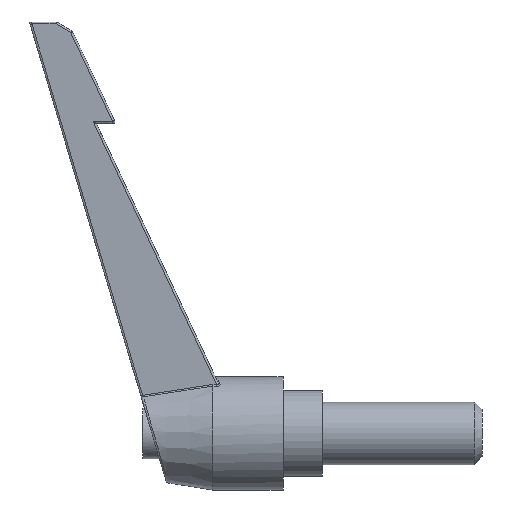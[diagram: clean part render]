
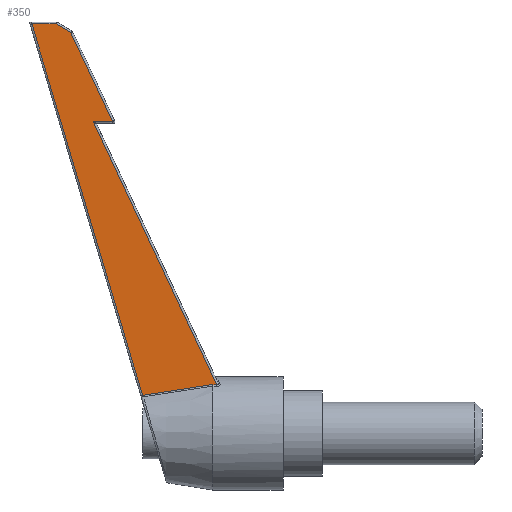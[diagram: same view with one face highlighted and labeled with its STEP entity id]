
A CAD part, left-side view. The second image highlights one B-rep face of the part: STEP entity #350.
In plain terms, the highlighted planar face has unit normal (-0.999, 0.052, -0.011).
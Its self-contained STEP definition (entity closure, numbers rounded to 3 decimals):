
#15 = ORIENTED_EDGE ( 'NONE', *, *, #2341, .T. ) ;
#39 = B_SPLINE_CURVE_WITH_KNOTS ( 'NONE', 3,
 ( #2840, #1605, #3733, #4928 ),
 .UNSPECIFIED., .F., .F.,
 ( 4, 4 ),
 ( 0., 1. ),
 .UNSPECIFIED. ) ;
#114 = CARTESIAN_POINT ( 'NONE',  ( -6.389, 64.355, 104.909 ) ) ;
#147 = CARTESIAN_POINT ( 'NONE',  ( -6.831, 55.602, 103.366 ) ) ;
#203 = CARTESIAN_POINT ( 'NONE',  ( -6.889, 54.321, 102.594 ) ) ;
#301 = CARTESIAN_POINT ( 'NONE',  ( -6.779, 35.984, 9.75 ) ) ;
#350 = ADVANCED_FACE ( 'NONE', ( #3809 ), #4701, .T. ) ;
#460 = CARTESIAN_POINT ( 'NONE',  ( -7.186, 43.67, 79.909 ) ) ;
#490 = ORIENTED_EDGE ( 'NONE', *, *, #4956, .T. ) ;
#493 = B_SPLINE_CURVE_WITH_KNOTS ( 'NONE', 3,
 ( #3259, #4915, #2096, #3318 ),
 .UNSPECIFIED., .F., .F.,
 ( 4, 4 ),
 ( 0., 1. ),
 .UNSPECIFIED. ) ;
#522 = ORIENTED_EDGE ( 'NONE', *, *, #3967, .T. ) ;
#528 = CARTESIAN_POINT ( 'NONE',  ( -6.714, 58.165, 104.909 ) ) ;
#584 = CARTESIAN_POINT ( 'NONE',  ( -7.998, 10.652, 0.172 ) ) ;
#606 = CARTESIAN_POINT ( 'NONE',  ( -6.779, 35.984, 9.75 ) ) ;
#734 = B_SPLINE_CURVE_WITH_KNOTS ( 'NONE', 3,
 ( #301, #3991, #2365, #3965 ),
 .UNSPECIFIED., .F., .F.,
 ( 4, 4 ),
 ( 0., 1. ),
 .UNSPECIFIED. ) ;
#740 = VERTEX_POINT ( 'NONE', #2492 ) ;
#750 = EDGE_CURVE ( 'NONE', #4552, #1646, #3880, .T. ) ;
#816 = B_SPLINE_CURVE_WITH_KNOTS ( 'NONE', 3,
 ( #2189, #147, #1795, #3359 ),
 .UNSPECIFIED., .F., .F.,
 ( 4, 4 ),
 ( 0., 1. ),
 .UNSPECIFIED. ) ;
#859 = ORIENTED_EDGE ( 'NONE', *, *, #4166, .T. ) ;
#930 = AXIS2_PLACEMENT_3D ( 'NONE', #584, #3885, #3480 ) ;
#1293 = CARTESIAN_POINT ( 'NONE',  ( -6.889, 54.321, 102.594 ) ) ;
#1337 = CARTESIAN_POINT ( 'NONE',  ( -7.512, 27.57, 34.967 ) ) ;
#1403 = VERTEX_POINT ( 'NONE', #4995 ) ;
#1405 = CARTESIAN_POINT ( 'NONE',  ( -6.649, 45.441, 41.47 ) ) ;
#1605 = CARTESIAN_POINT ( 'NONE',  ( -7.771, 17.682, 12.52 ) ) ;
#1646 = VERTEX_POINT ( 'NONE', #203 ) ;
#1795 = CARTESIAN_POINT ( 'NONE',  ( -6.772, 56.884, 104.137 ) ) ;
#1833 = EDGE_CURVE ( 'NONE', #4446, #2046, #734, .T. ) ;
#2046 = VERTEX_POINT ( 'NONE', #3849 ) ;
#2096 = CARTESIAN_POINT ( 'NONE',  ( -7.098, 45.337, 79.909 ) ) ;
#2189 = CARTESIAN_POINT ( 'NONE',  ( -6.889, 54.321, 102.594 ) ) ;
#2228 = VERTEX_POINT ( 'NONE', #528 ) ;
#2341 = EDGE_CURVE ( 'NONE', #5076, #4446, #3639, .T. ) ;
#2365 = CARTESIAN_POINT ( 'NONE',  ( -7.388, 24.76, 11.496 ) ) ;
#2420 = ORIENTED_EDGE ( 'NONE', *, *, #4758, .T. ) ;
#2492 = CARTESIAN_POINT ( 'NONE',  ( -6.923, 48.67, 79.909 ) ) ;
#2662 = ORIENTED_EDGE ( 'NONE', *, *, #4135, .T. ) ;
#2707 = CARTESIAN_POINT ( 'NONE',  ( -6.389, 64.355, 104.909 ) ) ;
#2801 = CARTESIAN_POINT ( 'NONE',  ( -6.714, 58.165, 104.909 ) ) ;
#2840 = CARTESIAN_POINT ( 'NONE',  ( -7.754, 18.013, 12.531 ) ) ;
#2901 = CARTESIAN_POINT ( 'NONE',  ( -7.087, 47.22, 87.471 ) ) ;
#3002 = CARTESIAN_POINT ( 'NONE',  ( -7.218, 38.12, 57.438 ) ) ;
#3259 = CARTESIAN_POINT ( 'NONE',  ( -6.923, 48.67, 79.909 ) ) ;
#3318 = CARTESIAN_POINT ( 'NONE',  ( -7.186, 43.67, 79.909 ) ) ;
#3359 = CARTESIAN_POINT ( 'NONE',  ( -6.714, 58.165, 104.909 ) ) ;
#3475 = CARTESIAN_POINT ( 'NONE',  ( -6.389, 64.355, 104.909 ) ) ;
#3480 = DIRECTION ( 'NONE',  ( -0.052, -0.999, 0. ) ) ;
#3614 = CARTESIAN_POINT ( 'NONE',  ( -6.497, 62.292, 104.909 ) ) ;
#3639 = B_SPLINE_CURVE_WITH_KNOTS ( 'NONE', 3,
 ( #3475, #5135, #1405, #606 ),
 .UNSPECIFIED., .F., .F.,
 ( 4, 4 ),
 ( 0., 1. ),
 .UNSPECIFIED. ) ;
#3728 = ORIENTED_EDGE ( 'NONE', *, *, #1833, .T. ) ;
#3733 = CARTESIAN_POINT ( 'NONE',  ( -7.789, 17.351, 12.508 ) ) ;
#3809 = FACE_OUTER_BOUND ( 'NONE', #4240, .T. ) ;
#3849 = CARTESIAN_POINT ( 'NONE',  ( -7.754, 18.013, 12.531 ) ) ;
#3880 = B_SPLINE_CURVE_WITH_KNOTS ( 'NONE', 3,
 ( #460, #2901, #5023, #1293 ),
 .UNSPECIFIED., .F., .F.,
 ( 4, 4 ),
 ( 0., 1. ),
 .UNSPECIFIED. ) ;
#3885 = DIRECTION ( 'NONE',  ( -0.999, 0.052, -0.012 ) ) ;
#3913 = B_SPLINE_CURVE_WITH_KNOTS ( 'NONE', 3,
 ( #2801, #3920, #3614, #2707 ),
 .UNSPECIFIED., .F., .F.,
 ( 4, 4 ),
 ( 0., 1. ),
 .UNSPECIFIED. ) ;
#3920 = CARTESIAN_POINT ( 'NONE',  ( -6.606, 60.229, 104.909 ) ) ;
#3965 = CARTESIAN_POINT ( 'NONE',  ( -7.754, 18.013, 12.531 ) ) ;
#3967 = EDGE_CURVE ( 'NONE', #2046, #1403, #39, .T. ) ;
#3991 = CARTESIAN_POINT ( 'NONE',  ( -7.063, 30.75, 10.569 ) ) ;
#4032 = CARTESIAN_POINT ( 'NONE',  ( -7.186, 43.67, 79.909 ) ) ;
#4062 = CARTESIAN_POINT ( 'NONE',  ( -6.779, 35.984, 9.75 ) ) ;
#4135 = EDGE_CURVE ( 'NONE', #1403, #740, #4435, .T. ) ;
#4166 = EDGE_CURVE ( 'NONE', #1646, #2228, #816, .T. ) ;
#4240 = EDGE_LOOP ( 'NONE', ( #3728, #522, #2662, #490, #4339, #859, #2420, #15 ) ) ;
#4339 = ORIENTED_EDGE ( 'NONE', *, *, #750, .T. ) ;
#4435 = B_SPLINE_CURVE_WITH_KNOTS ( 'NONE', 3,
 ( #5114, #1337, #3002, #4652 ),
 .UNSPECIFIED., .F., .F.,
 ( 4, 4 ),
 ( 0., 1. ),
 .UNSPECIFIED. ) ;
#4446 = VERTEX_POINT ( 'NONE', #4062 ) ;
#4552 = VERTEX_POINT ( 'NONE', #4032 ) ;
#4652 = CARTESIAN_POINT ( 'NONE',  ( -6.923, 48.67, 79.909 ) ) ;
#4701 = PLANE ( 'NONE',  #930 ) ;
#4758 = EDGE_CURVE ( 'NONE', #2228, #5076, #3913, .T. ) ;
#4915 = CARTESIAN_POINT ( 'NONE',  ( -7.011, 47.003, 79.909 ) ) ;
#4928 = CARTESIAN_POINT ( 'NONE',  ( -7.806, 17.02, 12.497 ) ) ;
#4956 = EDGE_CURVE ( 'NONE', #740, #4552, #493, .T. ) ;
#4995 = CARTESIAN_POINT ( 'NONE',  ( -7.806, 17.02, 12.497 ) ) ;
#5023 = CARTESIAN_POINT ( 'NONE',  ( -6.988, 50.771, 95.032 ) ) ;
#5076 = VERTEX_POINT ( 'NONE', #114 ) ;
#5114 = CARTESIAN_POINT ( 'NONE',  ( -7.806, 17.02, 12.497 ) ) ;
#5135 = CARTESIAN_POINT ( 'NONE',  ( -6.519, 54.898, 73.189 ) ) ;
